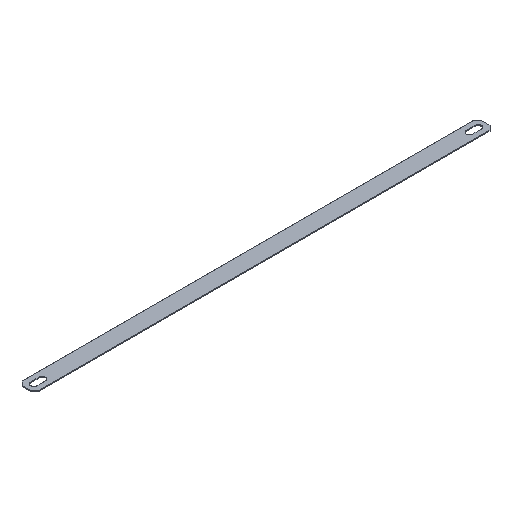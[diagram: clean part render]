
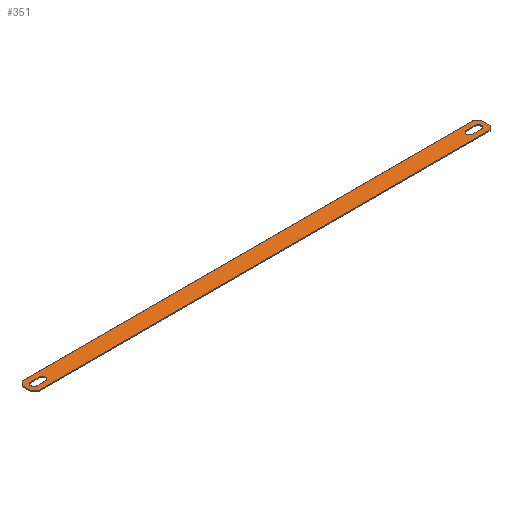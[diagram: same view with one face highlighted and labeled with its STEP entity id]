
A CAD part, isometric view. The second image highlights one B-rep face of the part: STEP entity #351.
In plain terms, the highlighted planar face has unit normal (0, 0, 1).
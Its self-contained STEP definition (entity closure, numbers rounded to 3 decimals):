
#2 = VERTEX_POINT ( 'NONE', #565 ) ;
#7 = VERTEX_POINT ( 'NONE', #623 ) ;
#13 = CARTESIAN_POINT ( 'NONE',  ( 522.3, 10., 1. ) ) ;
#22 = CARTESIAN_POINT ( 'NONE',  ( 536.3, 0., 1. ) ) ;
#27 = ORIENTED_EDGE ( 'NONE', *, *, #474, .F. ) ;
#30 = VERTEX_POINT ( 'NONE', #350 ) ;
#31 = AXIS2_PLACEMENT_3D ( 'NONE', #345, #358, #303 ) ;
#34 = CARTESIAN_POINT ( 'NONE',  ( 0., 5., 1. ) ) ;
#44 = EDGE_CURVE ( 'NONE', #169, #403, #361, .T. ) ;
#45 = FACE_OUTER_BOUND ( 'NONE', #507, .T. ) ;
#48 = ORIENTED_EDGE ( 'NONE', *, *, #641, .T. ) ;
#50 = DIRECTION ( 'NONE',  ( 0., 0., 1. ) ) ;
#55 = LINE ( 'NONE', #120, #657 ) ;
#61 = VECTOR ( 'NONE', #447, 1000. ) ;
#66 = CARTESIAN_POINT ( 'NONE',  ( 19., 10., 1. ) ) ;
#78 = EDGE_CURVE ( 'NONE', #479, #188, #212, .T. ) ;
#85 = ORIENTED_EDGE ( 'NONE', *, *, #78, .F. ) ;
#89 = CARTESIAN_POINT ( 'NONE',  ( 5., 0., 1. ) ) ;
#102 = VERTEX_POINT ( 'NONE', #436 ) ;
#104 = CARTESIAN_POINT ( 'NONE',  ( 5., 20., 1. ) ) ;
#105 = CIRCLE ( 'NONE', #252, 3.75 ) ;
#109 = CARTESIAN_POINT ( 'NONE',  ( 532.55, 13.75, 1. ) ) ;
#114 = DIRECTION ( 'NONE',  ( 1., 0., 0. ) ) ;
#115 = CIRCLE ( 'NONE', #224, 3.75 ) ;
#120 = CARTESIAN_POINT ( 'NONE',  ( 536.3, 20., 1. ) ) ;
#139 = CARTESIAN_POINT ( 'NONE',  ( 532.55, 6.25, 1. ) ) ;
#142 = ORIENTED_EDGE ( 'NONE', *, *, #577, .T. ) ;
#145 = ORIENTED_EDGE ( 'NONE', *, *, #44, .T. ) ;
#147 = DIRECTION ( 'NONE',  ( 1., 0., 0. ) ) ;
#149 = CARTESIAN_POINT ( 'NONE',  ( 0., 15., 1. ) ) ;
#157 = CARTESIAN_POINT ( 'NONE',  ( 536.3, 20., 1. ) ) ;
#160 = ORIENTED_EDGE ( 'NONE', *, *, #483, .F. ) ;
#161 = EDGE_CURVE ( 'NONE', #299, #7, #115, .T. ) ;
#162 = EDGE_CURVE ( 'NONE', #410, #538, #55, .T. ) ;
#169 = VERTEX_POINT ( 'NONE', #104 ) ;
#176 = AXIS2_PLACEMENT_3D ( 'NONE', #453, #450, #445 ) ;
#179 = CIRCLE ( 'NONE', #176, 3.75 ) ;
#182 = DIRECTION ( 'NONE',  ( 0., -1., 0. ) ) ;
#187 = LINE ( 'NONE', #34, #297 ) ;
#188 = VERTEX_POINT ( 'NONE', #109 ) ;
#189 = VERTEX_POINT ( 'NONE', #659 ) ;
#194 = DIRECTION ( 'NONE',  ( -1., 0., 0. ) ) ;
#198 = EDGE_CURVE ( 'NONE', #557, #684, #237, .T. ) ;
#208 = CARTESIAN_POINT ( 'NONE',  ( 518.55, 10., 1. ) ) ;
#211 = CARTESIAN_POINT ( 'NONE',  ( 541.3, 5., 1. ) ) ;
#212 = CIRCLE ( 'NONE', #31, 3.75 ) ;
#218 = AXIS2_PLACEMENT_3D ( 'NONE', #13, #378, #194 ) ;
#224 = AXIS2_PLACEMENT_3D ( 'NONE', #66, #50, #114 ) ;
#230 = EDGE_CURVE ( 'NONE', #281, #479, #638, .T. ) ;
#237 = CIRCLE ( 'NONE', #496, 3.75 ) ;
#240 = CARTESIAN_POINT ( 'NONE',  ( 5., 10., 1. ) ) ;
#249 = VECTOR ( 'NONE', #147, 1000. ) ;
#252 = AXIS2_PLACEMENT_3D ( 'NONE', #256, #521, #376 ) ;
#256 = CARTESIAN_POINT ( 'NONE',  ( 8.75, 10., 1. ) ) ;
#261 = VECTOR ( 'NONE', #552, 1000. ) ;
#264 = CARTESIAN_POINT ( 'NONE',  ( 0., 5., 1. ) ) ;
#266 = DIRECTION ( 'NONE',  ( -1., 0., 0. ) ) ;
#271 = ORIENTED_EDGE ( 'NONE', *, *, #329, .T. ) ;
#279 = LINE ( 'NONE', #22, #663 ) ;
#281 = VERTEX_POINT ( 'NONE', #680 ) ;
#285 = LINE ( 'NONE', #414, #380 ) ;
#286 = ORIENTED_EDGE ( 'NONE', *, *, #300, .F. ) ;
#296 = DIRECTION ( 'NONE',  ( 0.707, -0.707, 0. ) ) ;
#297 = VECTOR ( 'NONE', #182, 1000. ) ;
#299 = VERTEX_POINT ( 'NONE', #598 ) ;
#300 = EDGE_CURVE ( 'NONE', #7, #30, #601, .T. ) ;
#303 = DIRECTION ( 'NONE',  ( -1., 0., 0. ) ) ;
#307 = ORIENTED_EDGE ( 'NONE', *, *, #384, .F. ) ;
#310 = EDGE_LOOP ( 'NONE', ( #160, #286, #534, #27, #356 ) ) ;
#317 = VECTOR ( 'NONE', #502, 1000. ) ;
#322 = ORIENTED_EDGE ( 'NONE', *, *, #415, .T. ) ;
#323 = CARTESIAN_POINT ( 'NONE',  ( 5., 20., 1. ) ) ;
#329 = EDGE_CURVE ( 'NONE', #442, #2, #582, .T. ) ;
#338 = DIRECTION ( 'NONE',  ( 0.707, 0.707, 0. ) ) ;
#345 = CARTESIAN_POINT ( 'NONE',  ( 532.55, 10., 1. ) ) ;
#346 = VECTOR ( 'NONE', #266, 1000. ) ;
#349 = VERTEX_POINT ( 'NONE', #484 ) ;
#350 = CARTESIAN_POINT ( 'NONE',  ( 8.75, 13.75, 1. ) ) ;
#351 = ADVANCED_FACE ( 'NONE', ( #434, #45, #563 ), #423, .F. ) ;
#356 = ORIENTED_EDGE ( 'NONE', *, *, #198, .F. ) ;
#358 = DIRECTION ( 'NONE',  ( 0., 0., 1. ) ) ;
#359 = LINE ( 'NONE', #660, #249 ) ;
#361 = LINE ( 'NONE', #509, #61 ) ;
#368 = VECTOR ( 'NONE', #622, 1000. ) ;
#374 = LINE ( 'NONE', #323, #346 ) ;
#376 = DIRECTION ( 'NONE',  ( 1., 0., 0. ) ) ;
#378 = DIRECTION ( 'NONE',  ( 0., 0., 1. ) ) ;
#380 = VECTOR ( 'NONE', #460, 1000. ) ;
#384 = EDGE_CURVE ( 'NONE', #547, #281, #179, .T. ) ;
#388 = VECTOR ( 'NONE', #296, 1000. ) ;
#397 = ORIENTED_EDGE ( 'NONE', *, *, #230, .F. ) ;
#403 = VERTEX_POINT ( 'NONE', #149 ) ;
#405 = DIRECTION ( 'NONE',  ( -1., 0., 0. ) ) ;
#410 = VERTEX_POINT ( 'NONE', #477 ) ;
#412 = ORIENTED_EDGE ( 'NONE', *, *, #634, .F. ) ;
#414 = CARTESIAN_POINT ( 'NONE',  ( 532.55, 13.75, 1. ) ) ;
#415 = EDGE_CURVE ( 'NONE', #102, #442, #544, .T. ) ;
#417 = ORIENTED_EDGE ( 'NONE', *, *, #475, .F. ) ;
#418 = EDGE_CURVE ( 'NONE', #2, #349, #279, .T. ) ;
#419 = CARTESIAN_POINT ( 'NONE',  ( 0., 0., 1. ) ) ;
#422 = DIRECTION ( 'NONE',  ( 0., 0., -1. ) ) ;
#423 = PLANE ( 'NONE',  #467 ) ;
#434 = FACE_BOUND ( 'NONE', #310, .T. ) ;
#436 = CARTESIAN_POINT ( 'NONE',  ( 0., 5., 1. ) ) ;
#442 = VERTEX_POINT ( 'NONE', #89 ) ;
#443 = ORIENTED_EDGE ( 'NONE', *, *, #418, .T. ) ;
#445 = DIRECTION ( 'NONE',  ( -1., 0., 0. ) ) ;
#447 = DIRECTION ( 'NONE',  ( -0.707, -0.707, 0. ) ) ;
#450 = DIRECTION ( 'NONE',  ( 0., 0., 1. ) ) ;
#451 = VECTOR ( 'NONE', #571, 1000. ) ;
#452 = ORIENTED_EDGE ( 'NONE', *, *, #162, .T. ) ;
#453 = CARTESIAN_POINT ( 'NONE',  ( 522.3, 10., 1. ) ) ;
#458 = CARTESIAN_POINT ( 'NONE',  ( 8.75, 6.25, 1. ) ) ;
#460 = DIRECTION ( 'NONE',  ( -1., 0., 0. ) ) ;
#467 = AXIS2_PLACEMENT_3D ( 'NONE', #419, #422, #405 ) ;
#474 = EDGE_CURVE ( 'NONE', #684, #299, #359, .T. ) ;
#475 = EDGE_CURVE ( 'NONE', #189, #547, #505, .T. ) ;
#477 = CARTESIAN_POINT ( 'NONE',  ( 541.3, 15., 1. ) ) ;
#479 = VERTEX_POINT ( 'NONE', #139 ) ;
#483 = EDGE_CURVE ( 'NONE', #30, #557, #105, .T. ) ;
#484 = CARTESIAN_POINT ( 'NONE',  ( 541.3, 5., 1. ) ) ;
#494 = EDGE_CURVE ( 'NONE', #538, #169, #374, .T. ) ;
#496 = AXIS2_PLACEMENT_3D ( 'NONE', #651, #649, #636 ) ;
#502 = DIRECTION ( 'NONE',  ( 1., 0., 0. ) ) ;
#505 = CIRCLE ( 'NONE', #218, 3.75 ) ;
#507 = EDGE_LOOP ( 'NONE', ( #145, #142, #322, #271, #443, #48, #452, #632 ) ) ;
#509 = CARTESIAN_POINT ( 'NONE',  ( 0., 15., 1. ) ) ;
#521 = DIRECTION ( 'NONE',  ( 0., 0., 1. ) ) ;
#534 = ORIENTED_EDGE ( 'NONE', *, *, #161, .F. ) ;
#538 = VERTEX_POINT ( 'NONE', #157 ) ;
#544 = LINE ( 'NONE', #264, #388 ) ;
#547 = VERTEX_POINT ( 'NONE', #208 ) ;
#548 = CARTESIAN_POINT ( 'NONE',  ( 5., 0., 1. ) ) ;
#552 = DIRECTION ( 'NONE',  ( 0., 1., 0. ) ) ;
#555 = EDGE_LOOP ( 'NONE', ( #85, #397, #307, #417, #412 ) ) ;
#557 = VERTEX_POINT ( 'NONE', #240 ) ;
#563 = FACE_BOUND ( 'NONE', #555, .T. ) ;
#565 = CARTESIAN_POINT ( 'NONE',  ( 536.3, 0., 1. ) ) ;
#571 = DIRECTION ( 'NONE',  ( -1., 0., 0. ) ) ;
#577 = EDGE_CURVE ( 'NONE', #403, #102, #187, .T. ) ;
#579 = CARTESIAN_POINT ( 'NONE',  ( 8.75, 13.75, 1. ) ) ;
#582 = LINE ( 'NONE', #548, #317 ) ;
#598 = CARTESIAN_POINT ( 'NONE',  ( 19., 6.25, 1. ) ) ;
#601 = LINE ( 'NONE', #579, #451 ) ;
#620 = DIRECTION ( 'NONE',  ( -0.707, 0.707, 0. ) ) ;
#622 = DIRECTION ( 'NONE',  ( 1., 0., 0. ) ) ;
#623 = CARTESIAN_POINT ( 'NONE',  ( 19., 13.75, 1. ) ) ;
#627 = CARTESIAN_POINT ( 'NONE',  ( 532.55, 6.25, 1. ) ) ;
#632 = ORIENTED_EDGE ( 'NONE', *, *, #494, .T. ) ;
#634 = EDGE_CURVE ( 'NONE', #188, #189, #285, .T. ) ;
#636 = DIRECTION ( 'NONE',  ( 1., 0., 0. ) ) ;
#638 = LINE ( 'NONE', #627, #368 ) ;
#641 = EDGE_CURVE ( 'NONE', #349, #410, #654, .T. ) ;
#649 = DIRECTION ( 'NONE',  ( 0., 0., 1. ) ) ;
#651 = CARTESIAN_POINT ( 'NONE',  ( 8.75, 10., 1. ) ) ;
#654 = LINE ( 'NONE', #211, #261 ) ;
#657 = VECTOR ( 'NONE', #620, 1000. ) ;
#659 = CARTESIAN_POINT ( 'NONE',  ( 522.3, 13.75, 1. ) ) ;
#660 = CARTESIAN_POINT ( 'NONE',  ( 8.75, 6.25, 1. ) ) ;
#663 = VECTOR ( 'NONE', #338, 1000. ) ;
#680 = CARTESIAN_POINT ( 'NONE',  ( 522.3, 6.25, 1. ) ) ;
#684 = VERTEX_POINT ( 'NONE', #458 ) ;
